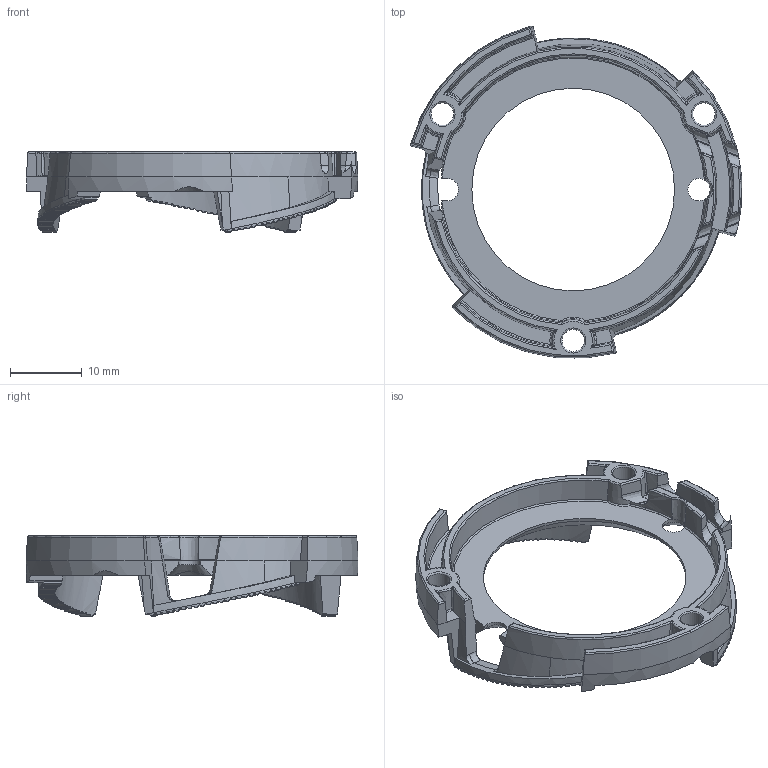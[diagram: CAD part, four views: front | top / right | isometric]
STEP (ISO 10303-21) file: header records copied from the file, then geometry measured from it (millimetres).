
FILE_DESCRIPTION(('STEP AP214'),'1');
FILE_NAME('LLH79ZB4 - T.E..stp','2018-03-02T13:44:49',(' '),(' '),'Spatial InterOp 3D',' ',' ');
FILE_SCHEMA(('AUTOMOTIVE_DESIGN { 1 0 10303 214 1 1 1 1 }'));
Length unit declared in the file: millimetre
Products named in the file (1): LLH79ZB4 - T.E.
Bounding box: 46.07 x 46.18 x 11.18 mm (x, y, z)
Volume: 2801 mm3; surface area: 3959 mm2
Topology: 1 solids, 1 shells, 593 faces, 1661 edges, 1044 vertices
Faces by surface type: plane 207, cylinder 168, bspline 99, torus 55, cone 43, extrusion 15, sphere 6
Full cylindrical faces by diameter (mm): 3.1 x4, 28.2 x1
Entity records: 31081 total; most frequent: CARTESIAN_POINT 12943, ORIENTED_EDGE 3242, DIRECTION 2197, EDGE_CURVE 1621, VERTEX_POINT 1035, AXIS2_PLACEMENT_3D 893, B_SPLINE_CURVE_WITH_KNOTS 827, EDGE_LOOP 610
